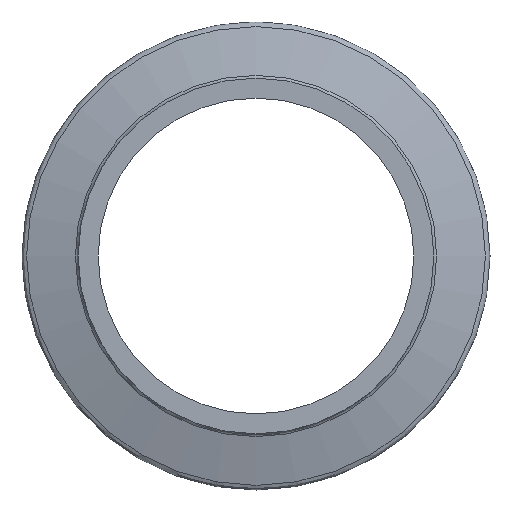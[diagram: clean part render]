
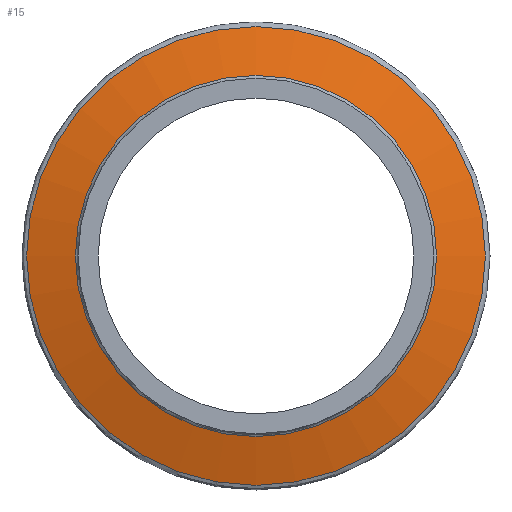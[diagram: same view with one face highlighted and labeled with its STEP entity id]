
A CAD part, left-side view. The second image highlights one B-rep face of the part: STEP entity #15.
In plain terms, the highlighted conical face has half-angle 75 degrees and reference radius 36.759 mm.
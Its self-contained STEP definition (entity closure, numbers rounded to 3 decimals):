
#7 = EDGE_LOOP ( 'NONE', ( #247 ) ) ;
#15 = ADVANCED_FACE ( 'NONE', ( #69, #573 ), #708, .T. ) ;
#37 = DIRECTION ( 'NONE',  ( 0., 0., 1. ) ) ;
#43 = EDGE_CURVE ( 'NONE', #596, #596, #553, .T. ) ;
#55 = VERTEX_POINT ( 'NONE', #645 ) ;
#69 = FACE_BOUND ( 'NONE', #653, .T. ) ;
#123 = CARTESIAN_POINT ( 'NONE',  ( -0.199, 0., 36.759 ) ) ;
#126 = CARTESIAN_POINT ( 'NONE',  ( -0.199, 0., 0. ) ) ;
#158 = DIRECTION ( 'NONE',  ( -1., 0., 0. ) ) ;
#240 = EDGE_CURVE ( 'NONE', #55, #55, #278, .T. ) ;
#247 = ORIENTED_EDGE ( 'NONE', *, *, #43, .T. ) ;
#265 = ORIENTED_EDGE ( 'NONE', *, *, #240, .T. ) ;
#278 = CIRCLE ( 'NONE', #281, 28.945 ) ;
#281 = AXIS2_PLACEMENT_3D ( 'NONE', #416, #288, #347 ) ;
#288 = DIRECTION ( 'NONE',  ( 1., 0., 0. ) ) ;
#347 = DIRECTION ( 'NONE',  ( 0., 0., 1. ) ) ;
#375 = DIRECTION ( 'NONE',  ( 0., 0., -1. ) ) ;
#416 = CARTESIAN_POINT ( 'NONE',  ( -2.292, 0., 0. ) ) ;
#431 = AXIS2_PLACEMENT_3D ( 'NONE', #126, #577, #375 ) ;
#542 = CARTESIAN_POINT ( 'NONE',  ( -0.199, 0., 0. ) ) ;
#553 = CIRCLE ( 'NONE', #562, 36.759 ) ;
#562 = AXIS2_PLACEMENT_3D ( 'NONE', #542, #158, #37 ) ;
#573 = FACE_OUTER_BOUND ( 'NONE', #7, .T. ) ;
#577 = DIRECTION ( 'NONE',  ( 1., 0., 0. ) ) ;
#596 = VERTEX_POINT ( 'NONE', #123 ) ;
#645 = CARTESIAN_POINT ( 'NONE',  ( -2.292, 0., 28.945 ) ) ;
#653 = EDGE_LOOP ( 'NONE', ( #265 ) ) ;
#708 = CONICAL_SURFACE ( 'NONE', #431, 36.759, 1.309 ) ;
